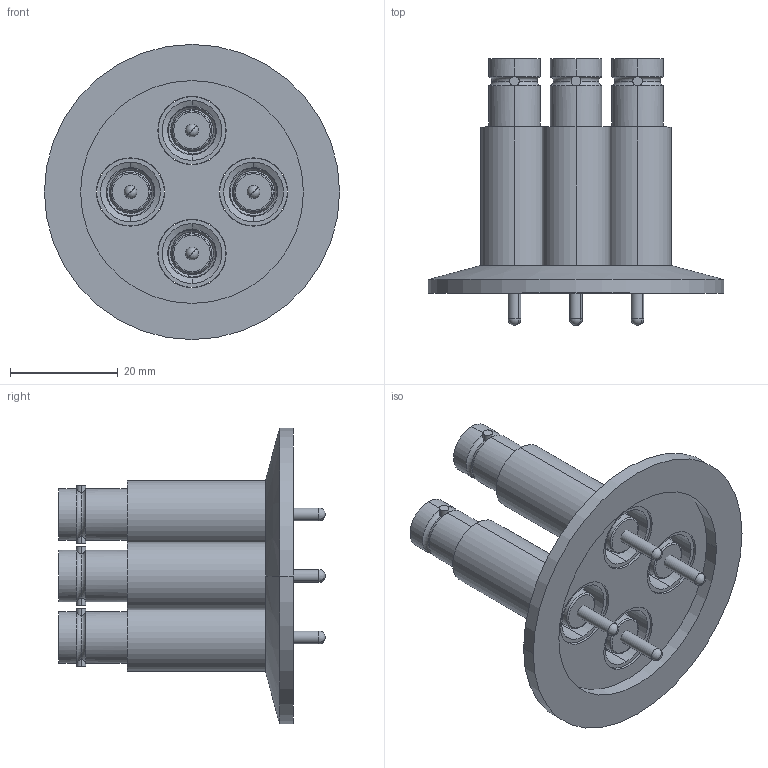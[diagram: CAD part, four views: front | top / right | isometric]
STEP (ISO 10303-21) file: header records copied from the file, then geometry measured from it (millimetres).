
FILE_DESCRIPTION (( 'STEP AP203' ), '1' );
FILE_NAME ('A6984-3-QF.STEP', '2013-11-08T20:33:36', ( '' ), ( '' ), 'SwSTEP 2.0', 'SolidWorks 2012', '' );
FILE_SCHEMA (( 'CONFIG_CONTROL_DESIGN' ));
Length unit declared in the file: inch
Products named in the file (1): A6984-3-QF
Bounding box: 54.86 x 49.56 x 54.86 mm (x, y, z)
Volume: 15833.5 mm3; surface area: 25710.6 mm2
Topology: 21 solids, 21 shells, 457 faces, 960 edges, 578 vertices
Faces by surface type: cylinder 228, cone 106, plane 83, torus 40
Entity records: 12667 total; most frequent: CARTESIAN_POINT 2472, DIRECTION 2342, ORIENTED_EDGE 1920, AXIS2_PLACEMENT_3D 1004, EDGE_CURVE 960, VERTEX_POINT 578, CIRCLE 546, EDGE_LOOP 530
